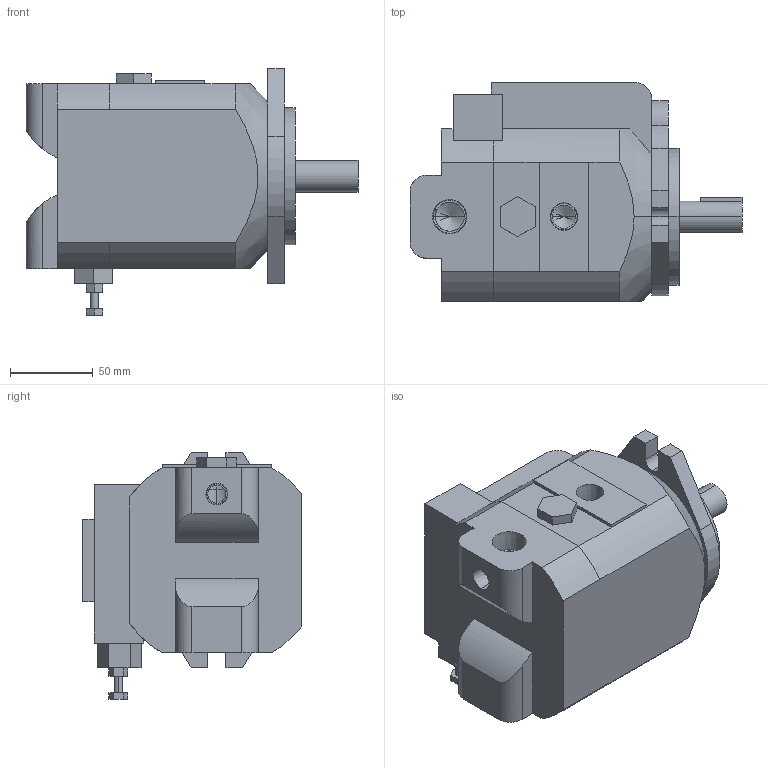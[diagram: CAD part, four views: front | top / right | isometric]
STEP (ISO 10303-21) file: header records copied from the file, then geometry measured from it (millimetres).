
FILE_DESCRIPTION (( 'STEP AP203' ), '1' );
FILE_NAME ('ARL1-X-FR01A-10.STEP', '2021-12-09T11:51:15', ( '' ), ( '' ), 'SwSTEP 2.0', 'SolidWorks 2018', '' );
FILE_SCHEMA (( 'CONFIG_CONTROL_DESIGN' ));
Length unit declared in the file: millimetre
Products named in the file (1): ARL1-X-FR01A-10
Bounding box: 200.5 x 132 x 149 mm (x, y, z)
Volume: 1761009.1 mm3; surface area: 105059.1 mm2
Topology: 1 solids, 1 shells, 141 faces, 372 edges, 239 vertices
Faces by surface type: plane 88, cylinder 36, cone 17
Entity records: 4621 total; most frequent: CARTESIAN_POINT 1038, ORIENTED_EDGE 732, DIRECTION 718, EDGE_CURVE 366, LINE 260, VECTOR 260, VERTEX_POINT 239, AXIS2_PLACEMENT_3D 229
